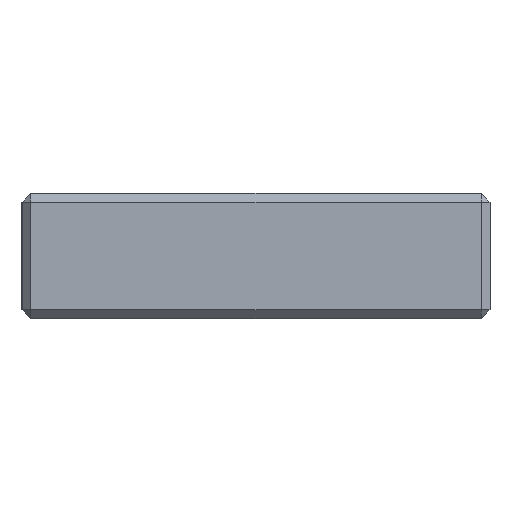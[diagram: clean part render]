
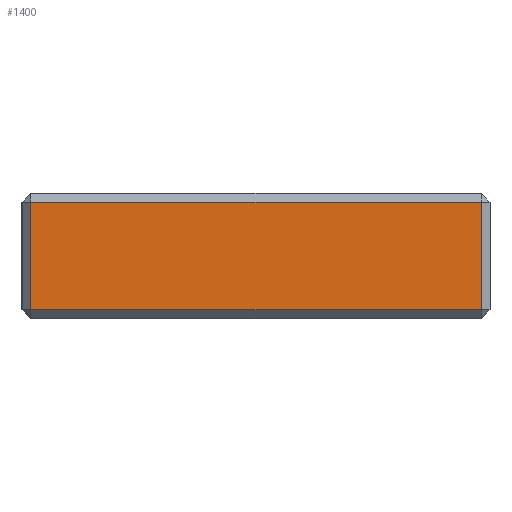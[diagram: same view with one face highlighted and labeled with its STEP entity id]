
A CAD part, left-side view. The second image highlights one B-rep face of the part: STEP entity #1400.
In plain terms, the highlighted planar face has unit normal (-1, 0, 0).
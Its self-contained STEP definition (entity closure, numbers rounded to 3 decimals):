
#104=FACE_OUTER_BOUND('',#205,.T.);
#205=EDGE_LOOP('',(#1141,#1142,#1143,#1144));
#331=LINE('',#2138,#506);
#340=LINE('',#2157,#515);
#348=LINE('',#2171,#523);
#350=LINE('',#2174,#525);
#506=VECTOR('',#1728,10.);
#515=VECTOR('',#1745,10.);
#523=VECTOR('',#1759,10.);
#525=VECTOR('',#1763,10.);
#645=VERTEX_POINT('',#2111);
#651=VERTEX_POINT('',#2131);
#655=VERTEX_POINT('',#2150);
#660=VERTEX_POINT('',#2166);
#790=EDGE_CURVE('',#645,#651,#331,.T.);
#799=EDGE_CURVE('',#655,#645,#340,.T.);
#807=EDGE_CURVE('',#651,#660,#348,.T.);
#809=EDGE_CURVE('',#660,#655,#350,.T.);
#1141=ORIENTED_EDGE('',*,*,#790,.F.);
#1142=ORIENTED_EDGE('',*,*,#799,.F.);
#1143=ORIENTED_EDGE('',*,*,#809,.F.);
#1144=ORIENTED_EDGE('',*,*,#807,.F.);
#1313=PLANE('',#1513);
#1400=ADVANCED_FACE('',(#104),#1313,.T.);
#1513=AXIS2_PLACEMENT_3D('',#2231,#1829,#1830);
#1728=DIRECTION('',(0.,1.,0.));
#1745=DIRECTION('',(0.,0.,-1.));
#1759=DIRECTION('',(0.,0.,1.));
#1763=DIRECTION('',(0.,-1.,0.));
#1829=DIRECTION('center_axis',(-1.,0.,0.));
#1830=DIRECTION('ref_axis',(0.,-1.,0.));
#2111=CARTESIAN_POINT('',(-45.3,-8.925,5.5));
#2131=CARTESIAN_POINT('',(-45.3,16.225,5.5));
#2138=CARTESIAN_POINT('',(-45.3,10.188,5.5));
#2150=CARTESIAN_POINT('',(-45.3,-8.925,11.5));
#2157=CARTESIAN_POINT('',(-45.3,-8.925,5.));
#2166=CARTESIAN_POINT('',(-45.3,16.225,11.5));
#2171=CARTESIAN_POINT('',(-45.3,16.225,5.));
#2174=CARTESIAN_POINT('',(-45.3,10.188,11.5));
#2231=CARTESIAN_POINT('Origin',(-45.3,16.725,5.));
